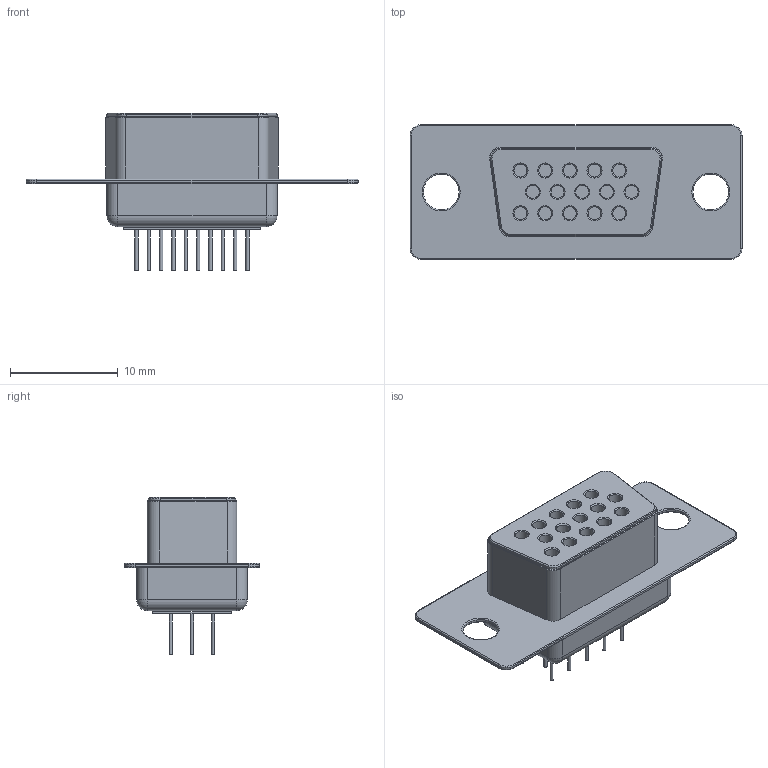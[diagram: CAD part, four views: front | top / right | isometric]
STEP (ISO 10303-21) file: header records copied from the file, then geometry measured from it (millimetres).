
FILE_DESCRIPTION(/* description */ ('model of DSUB-15-HD_Female_Vertical_P2.29x1.98mm_MountingHoles'),/* implementation_level */ '2;1');
FILE_NAME(/* name */ 'DSUB-15-HD_Female_Vertical_P2.29x1.98mm_MountingHoles.step',/* time_stamp */ '2019-01-05T14:10:39',/* author */ ('kicad StepUp','ksu'),/* organization */ ('FreeCAD'),/* preprocessor_version */ 'OCC',/* originating_system */ 'kicad StepUp',/* authorisation */ '');
FILE_SCHEMA(('AUTOMOTIVE_DESIGN { 1 0 10303 214 1 1 1 1 }'));
Length unit declared in the file: millimetre
Products named in the file (1): DSUB_41_female
Bounding box: 30.8 x 12.5 x 14.57 mm (x, y, z)
Volume: 1510.4 mm3; surface area: 1809.3 mm2
Topology: 2 solids, 3 shells, 189 faces, 376 edges, 222 vertices
Faces by surface type: plane 67, cylinder 64, cone 23, revolution 19, torus 12, sphere 4
Full cylindrical faces by diameter (mm): 0.3 x15, 1.2 x15, 3.3 x2
Entity records: 6444 total; most frequent: CARTESIAN_POINT 1053, DIRECTION 930, ORIENTED_EDGE 744, AXIS2_PLACEMENT_3D 372, EDGE_CURVE 372, FACE_BOUND 226, EDGE_LOOP 226, VERTEX_POINT 222
